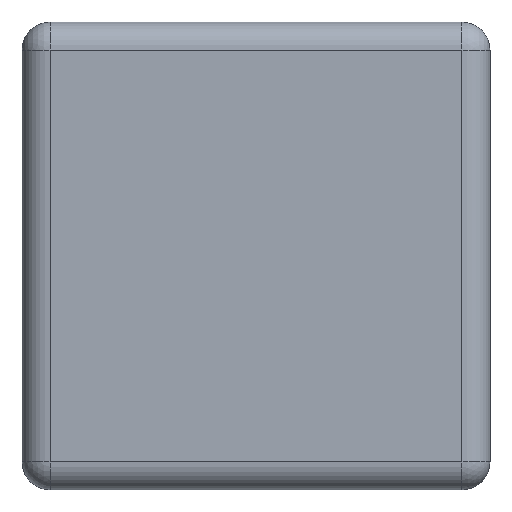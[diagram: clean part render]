
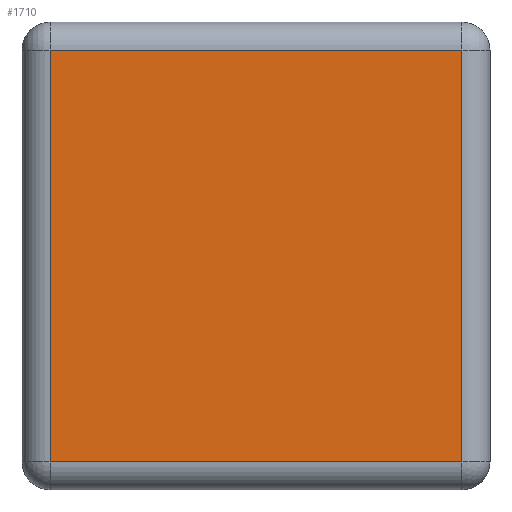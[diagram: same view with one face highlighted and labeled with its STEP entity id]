
A CAD part, left-side view. The second image highlights one B-rep face of the part: STEP entity #1710.
In plain terms, the highlighted planar face has unit normal (-1, 0, 0).
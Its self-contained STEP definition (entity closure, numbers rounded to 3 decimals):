
#10 = DIRECTION ( 'NONE',  ( 0., 1., 0. ) ) ;
#20 = AXIS2_PLACEMENT_3D ( 'NONE', #470, #185, #1212 ) ;
#166 = VECTOR ( 'NONE', #169, 1000. ) ;
#169 = DIRECTION ( 'NONE',  ( 0., -1., 0. ) ) ;
#185 = DIRECTION ( 'NONE',  ( 1., 0., 0. ) ) ;
#300 = VERTEX_POINT ( 'NONE', #1891 ) ;
#312 = VECTOR ( 'NONE', #430, 1000. ) ;
#430 = DIRECTION ( 'NONE',  ( 0., 0., -1. ) ) ;
#445 = CARTESIAN_POINT ( 'NONE',  ( -0.5, 0.47, 0.25 ) ) ;
#462 = FACE_OUTER_BOUND ( 'NONE', #1765, .T. ) ;
#470 = CARTESIAN_POINT ( 'NONE',  ( -0.5, 0.5, 0.25 ) ) ;
#536 = EDGE_CURVE ( 'NONE', #1834, #300, #705, .T. ) ;
#705 = LINE ( 'NONE', #445, #312 ) ;
#799 = VERTEX_POINT ( 'NONE', #849 ) ;
#823 = ORIENTED_EDGE ( 'NONE', *, *, #536, .T. ) ;
#849 = CARTESIAN_POINT ( 'NONE',  ( -0.5, 0.03, 0.22 ) ) ;
#895 = CARTESIAN_POINT ( 'NONE',  ( -0.5, 0.5, -0.22 ) ) ;
#896 = EDGE_CURVE ( 'NONE', #974, #799, #1856, .T. ) ;
#945 = VECTOR ( 'NONE', #10, 1000. ) ;
#967 = ORIENTED_EDGE ( 'NONE', *, *, #896, .T. ) ;
#974 = VERTEX_POINT ( 'NONE', #1480 ) ;
#1067 = PLANE ( 'NONE',  #20 ) ;
#1076 = DIRECTION ( 'NONE',  ( 0., 0., 1. ) ) ;
#1094 = CARTESIAN_POINT ( 'NONE',  ( -0.5, 0.47, 0.22 ) ) ;
#1107 = ORIENTED_EDGE ( 'NONE', *, *, #1597, .T. ) ;
#1212 = DIRECTION ( 'NONE',  ( 0., 0., -1. ) ) ;
#1385 = LINE ( 'NONE', #1487, #945 ) ;
#1464 = VECTOR ( 'NONE', #1076, 1000. ) ;
#1480 = CARTESIAN_POINT ( 'NONE',  ( -0.5, 0.03, -0.22 ) ) ;
#1487 = CARTESIAN_POINT ( 'NONE',  ( -0.5, 0.5, 0.22 ) ) ;
#1597 = EDGE_CURVE ( 'NONE', #799, #1834, #1385, .T. ) ;
#1632 = EDGE_CURVE ( 'NONE', #300, #974, #1733, .T. ) ;
#1662 = CARTESIAN_POINT ( 'NONE',  ( -0.5, 0.03, 0.25 ) ) ;
#1710 = ADVANCED_FACE ( 'NONE', ( #462 ), #1067, .F. ) ;
#1733 = LINE ( 'NONE', #895, #166 ) ;
#1765 = EDGE_LOOP ( 'NONE', ( #823, #1857, #967, #1107 ) ) ;
#1834 = VERTEX_POINT ( 'NONE', #1094 ) ;
#1856 = LINE ( 'NONE', #1662, #1464 ) ;
#1857 = ORIENTED_EDGE ( 'NONE', *, *, #1632, .T. ) ;
#1891 = CARTESIAN_POINT ( 'NONE',  ( -0.5, 0.47, -0.22 ) ) ;
